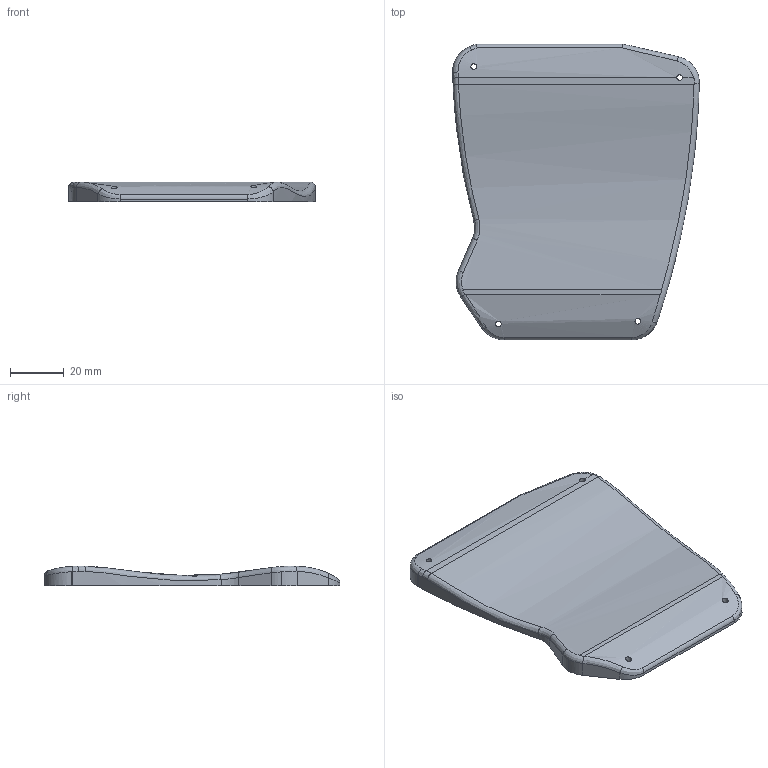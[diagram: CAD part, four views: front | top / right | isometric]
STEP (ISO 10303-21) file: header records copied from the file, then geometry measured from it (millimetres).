
FILE_DESCRIPTION (( 'STEP AP214' ), '1' );
FILE_NAME ('Main_hand_thin.STEP', '2026-02-16T16:48:49', ( '' ), ( '' ), 'SwSTEP 2.0', 'SolidWorks 2025', '' );
FILE_SCHEMA (( 'AUTOMOTIVE_DESIGN' ));
Length unit declared in the file: millimetre
Products named in the file (1): Main_hand_thin
Bounding box: 91.8 x 110 x 7.4 mm (x, y, z)
Volume: 42078.8 mm3; surface area: 20174.5 mm2
Topology: 1 solids, 1 shells, 64 faces, 173 edges, 111 vertices
Faces by surface type: cylinder 26, bspline 23, plane 15
Entity records: 3032 total; most frequent: CARTESIAN_POINT 1554, ORIENTED_EDGE 346, DIRECTION 238, EDGE_CURVE 173, VERTEX_POINT 111, AXIS2_PLACEMENT_3D 87, EDGE_LOOP 72, VECTOR 64
